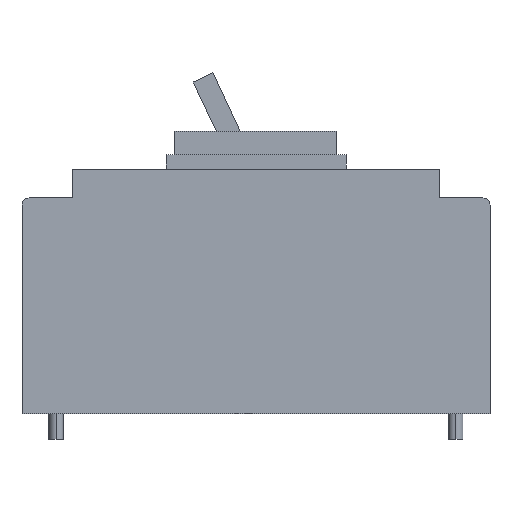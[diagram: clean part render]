
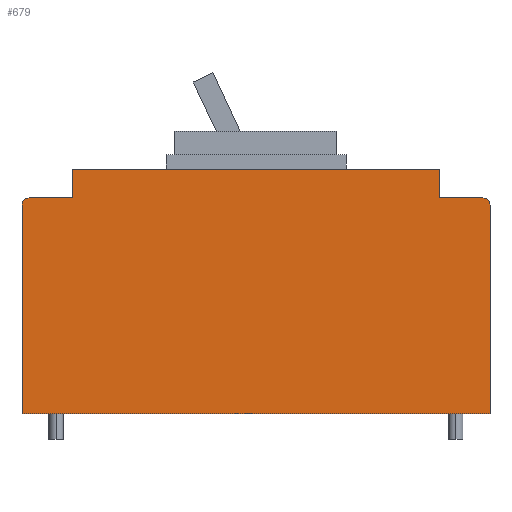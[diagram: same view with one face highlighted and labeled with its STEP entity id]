
A CAD part, left-side view. The second image highlights one B-rep face of the part: STEP entity #679.
In plain terms, the highlighted planar face has unit normal (-1, 0, 0).
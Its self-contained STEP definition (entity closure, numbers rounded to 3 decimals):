
#188 = AXIS2_PLACEMENT_3D ( 'NONE', #5732, #7847, #7753 ) ;
#210 = VERTEX_POINT ( 'NONE', #4202 ) ;
#587 = VECTOR ( 'NONE', #8268, 1000. ) ;
#679 = ADVANCED_FACE ( 'NONE', ( #7423 ), #6725, .F. ) ;
#728 = VERTEX_POINT ( 'NONE', #5951 ) ;
#758 = ORIENTED_EDGE ( 'NONE', *, *, #7591, .F. ) ;
#786 = CARTESIAN_POINT ( 'NONE',  ( -45., 65., 60. ) ) ;
#814 = EDGE_CURVE ( 'NONE', #6395, #3920, #1785, .T. ) ;
#1077 = DIRECTION ( 'NONE',  ( 0., 0., -1. ) ) ;
#1143 = EDGE_CURVE ( 'NONE', #2301, #210, #8812, .T. ) ;
#1180 = CARTESIAN_POINT ( 'NONE',  ( -45., 51., 60. ) ) ;
#1339 = ORIENTED_EDGE ( 'NONE', *, *, #6258, .F. ) ;
#1670 = LINE ( 'NONE', #8310, #5035 ) ;
#1745 = CARTESIAN_POINT ( 'NONE',  ( -45., 51., 60. ) ) ;
#1754 = CARTESIAN_POINT ( 'NONE',  ( -45., -65., 58. ) ) ;
#1785 = LINE ( 'NONE', #4851, #7299 ) ;
#1904 = VERTEX_POINT ( 'NONE', #8920 ) ;
#1985 = EDGE_CURVE ( 'NONE', #6107, #4785, #8867, .T. ) ;
#2115 = ORIENTED_EDGE ( 'NONE', *, *, #5611, .T. ) ;
#2157 = LINE ( 'NONE', #3219, #7427 ) ;
#2301 = VERTEX_POINT ( 'NONE', #1754 ) ;
#2380 = LINE ( 'NONE', #786, #7868 ) ;
#2481 = ORIENTED_EDGE ( 'NONE', *, *, #8574, .T. ) ;
#2891 = ORIENTED_EDGE ( 'NONE', *, *, #3202, .F. ) ;
#3089 = DIRECTION ( 'NONE',  ( -1., 0., 0. ) ) ;
#3202 = EDGE_CURVE ( 'NONE', #4785, #3920, #2157, .T. ) ;
#3219 = CARTESIAN_POINT ( 'NONE',  ( -45., 65., 68. ) ) ;
#3230 = DIRECTION ( 'NONE',  ( 0., -1., 0. ) ) ;
#3272 = CARTESIAN_POINT ( 'NONE',  ( -45., 51., 68. ) ) ;
#3427 = VECTOR ( 'NONE', #8952, 1000. ) ;
#3498 = EDGE_CURVE ( 'NONE', #5740, #6107, #2380, .T. ) ;
#3782 = AXIS2_PLACEMENT_3D ( 'NONE', #6676, #6493, #6427 ) ;
#3783 = VECTOR ( 'NONE', #1077, 1000. ) ;
#3920 = VERTEX_POINT ( 'NONE', #5492 ) ;
#4202 = CARTESIAN_POINT ( 'NONE',  ( -45., -63., 60. ) ) ;
#4408 = EDGE_CURVE ( 'NONE', #728, #1904, #6310, .T. ) ;
#4732 = CIRCLE ( 'NONE', #5261, 2. ) ;
#4785 = VERTEX_POINT ( 'NONE', #3272 ) ;
#4851 = CARTESIAN_POINT ( 'NONE',  ( -45., -51., 60. ) ) ;
#4882 = DIRECTION ( 'NONE',  ( 0., 0., 1. ) ) ;
#5035 = VECTOR ( 'NONE', #7612, 1000. ) ;
#5147 = CARTESIAN_POINT ( 'NONE',  ( -45., 65., 68. ) ) ;
#5261 = AXIS2_PLACEMENT_3D ( 'NONE', #7376, #3089, #8084 ) ;
#5492 = CARTESIAN_POINT ( 'NONE',  ( -45., -51., 68. ) ) ;
#5611 = EDGE_CURVE ( 'NONE', #5829, #728, #8074, .T. ) ;
#5732 = CARTESIAN_POINT ( 'NONE',  ( -45., -63., 58. ) ) ;
#5740 = VERTEX_POINT ( 'NONE', #7460 ) ;
#5795 = DIRECTION ( 'NONE',  ( 0., -1., 0. ) ) ;
#5829 = VERTEX_POINT ( 'NONE', #8931 ) ;
#5909 = DIRECTION ( 'NONE',  ( 0., 0., -1. ) ) ;
#5951 = CARTESIAN_POINT ( 'NONE',  ( -45., 65., 0. ) ) ;
#6107 = VERTEX_POINT ( 'NONE', #1745 ) ;
#6187 = VECTOR ( 'NONE', #5909, 1000. ) ;
#6258 = EDGE_CURVE ( 'NONE', #6395, #210, #1670, .T. ) ;
#6310 = LINE ( 'NONE', #8929, #587 ) ;
#6395 = VERTEX_POINT ( 'NONE', #9152 ) ;
#6427 = DIRECTION ( 'NONE',  ( 0., 1., 0. ) ) ;
#6493 = DIRECTION ( 'NONE',  ( 1., 0., 0. ) ) ;
#6676 = CARTESIAN_POINT ( 'NONE',  ( -45., 65., 68. ) ) ;
#6725 = PLANE ( 'NONE',  #3782 ) ;
#6959 = ORIENTED_EDGE ( 'NONE', *, *, #1143, .T. ) ;
#6988 = ORIENTED_EDGE ( 'NONE', *, *, #3498, .F. ) ;
#6997 = ORIENTED_EDGE ( 'NONE', *, *, #1985, .F. ) ;
#7188 = EDGE_LOOP ( 'NONE', ( #758, #6959, #1339, #8141, #2891, #6997, #6988, #2481, #2115, #9142 ) ) ;
#7299 = VECTOR ( 'NONE', #4882, 1000. ) ;
#7376 = CARTESIAN_POINT ( 'NONE',  ( -45., 63., 58. ) ) ;
#7423 = FACE_OUTER_BOUND ( 'NONE', #7188, .T. ) ;
#7427 = VECTOR ( 'NONE', #3230, 1000. ) ;
#7460 = CARTESIAN_POINT ( 'NONE',  ( -45., 63., 60. ) ) ;
#7575 = LINE ( 'NONE', #8884, #3783 ) ;
#7591 = EDGE_CURVE ( 'NONE', #2301, #1904, #7575, .T. ) ;
#7612 = DIRECTION ( 'NONE',  ( 0., -1., 0. ) ) ;
#7753 = DIRECTION ( 'NONE',  ( 0., 1., 0. ) ) ;
#7847 = DIRECTION ( 'NONE',  ( -1., 0., 0. ) ) ;
#7868 = VECTOR ( 'NONE', #5795, 1000. ) ;
#8074 = LINE ( 'NONE', #5147, #6187 ) ;
#8084 = DIRECTION ( 'NONE',  ( 0., 1., 0. ) ) ;
#8141 = ORIENTED_EDGE ( 'NONE', *, *, #814, .T. ) ;
#8268 = DIRECTION ( 'NONE',  ( 0., -1., 0. ) ) ;
#8310 = CARTESIAN_POINT ( 'NONE',  ( -45., -65., 60. ) ) ;
#8574 = EDGE_CURVE ( 'NONE', #5740, #5829, #4732, .T. ) ;
#8812 = CIRCLE ( 'NONE', #188, 2. ) ;
#8867 = LINE ( 'NONE', #1180, #3427 ) ;
#8884 = CARTESIAN_POINT ( 'NONE',  ( -45., -65., 68. ) ) ;
#8920 = CARTESIAN_POINT ( 'NONE',  ( -45., -65., 0. ) ) ;
#8929 = CARTESIAN_POINT ( 'NONE',  ( -45., 65., 0. ) ) ;
#8931 = CARTESIAN_POINT ( 'NONE',  ( -45., 65., 58. ) ) ;
#8952 = DIRECTION ( 'NONE',  ( 0., 0., 1. ) ) ;
#9142 = ORIENTED_EDGE ( 'NONE', *, *, #4408, .T. ) ;
#9152 = CARTESIAN_POINT ( 'NONE',  ( -45., -51., 60. ) ) ;
